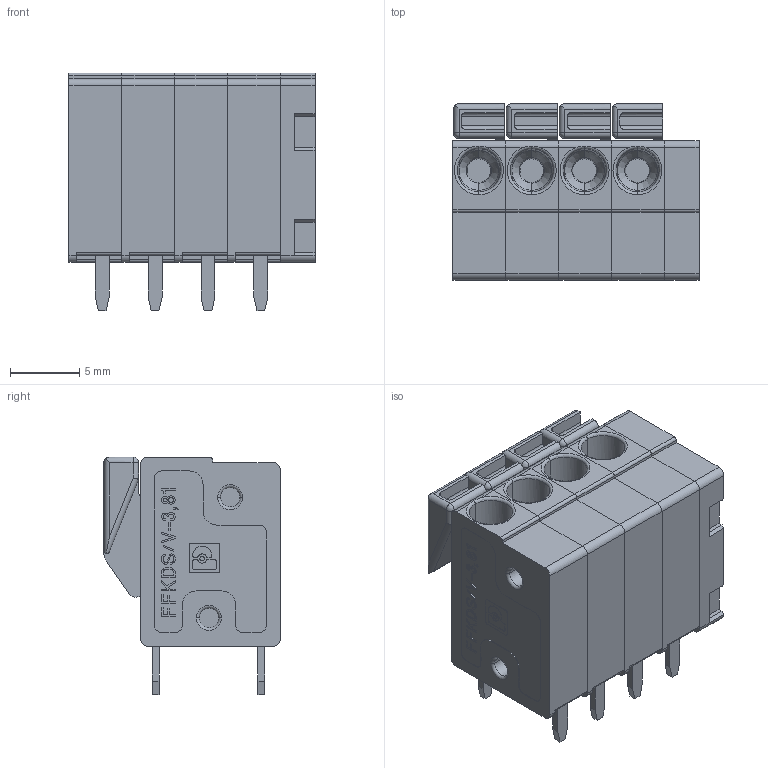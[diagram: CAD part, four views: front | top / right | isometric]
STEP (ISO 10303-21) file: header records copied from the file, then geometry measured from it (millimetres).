
FILE_DESCRIPTION(('Creo Elements/Direct Modeling STEP Export'),'2;1');
FILE_NAME('model.stp','2018-05-16T 9:50:31',(''),(''),'Creo Elements/Direct Modeling STEP processor for AP214 (Solid Model)','Creo Elements/Direct Modeling 18.1I 14-Aug-2016 (C) Parametric Technology GmbH','');
FILE_SCHEMA(('AUTOMOTIVE_DESIGN { 1 0 10303 214 1 1 1 1 }'));
Length unit declared in the file: millimetre
Products named in the file (4): AC_FFKDS_3_81_Wippe.2.1; PK_FFKDS_V_3_81_ZZ_GEH; DK_D_FFKDS_ZZ_O_Z; FFKDSA1-V-3.81_4
Assembly tree (9 placements, depth 2):
  FFKDSA1-V-3.81_4
    PK_FFKDS_V_3_81_ZZ_GEH  x4
    AC_FFKDS_3_81_Wippe.2.1  x4
    DK_D_FFKDS_ZZ_O_Z
Bounding box: 17.74 x 12.7 x 17.15 mm (x, y, z)
Volume: 2071.1 mm3; surface area: 3794.1 mm2
Topology: 9 solids, 9 shells, 2482 faces, 6898 edges, 4557 vertices
Faces by surface type: plane 2044, cylinder 266, extrusion 76, torus 64, bspline 20, cone 8, sphere 4
Entity records: 33760 total; most frequent: CARTESIAN_POINT 5790, ORIENTED_EDGE 4626, DIRECTION 4005, EDGE_CURVE 2313, VECTOR 2047, LINE 2028, VERTEX_POINT 1530, AXIS2_PLACEMENT_3D 979
